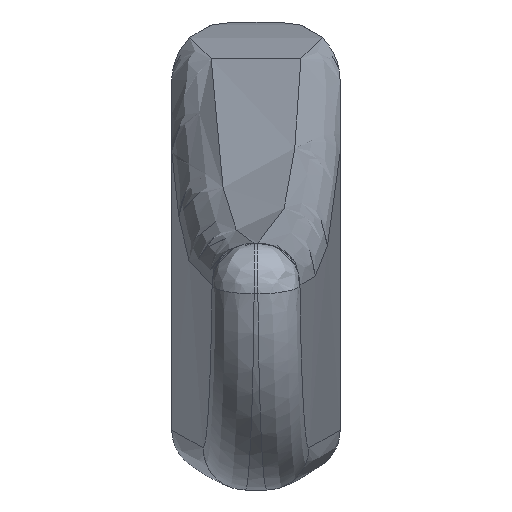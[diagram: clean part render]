
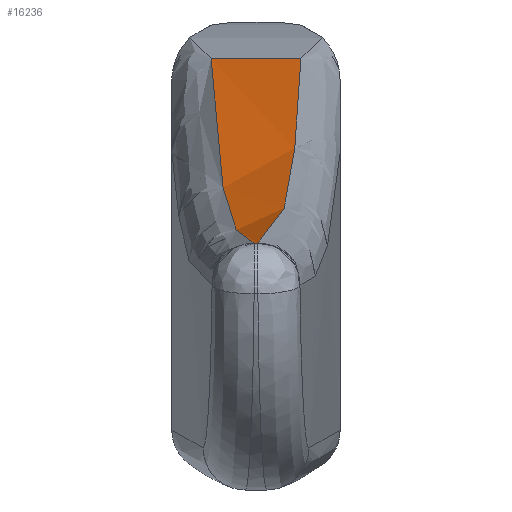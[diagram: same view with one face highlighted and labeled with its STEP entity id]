
A CAD part, left-side view. The second image highlights one B-rep face of the part: STEP entity #16236.
In plain terms, the highlighted free-form (B-spline) face has degree [2, 1] with [3, 2] control points.
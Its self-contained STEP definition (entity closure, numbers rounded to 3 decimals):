
#16236 = ADVANCED_FACE('',(#16237),#16275,.F.);
#16237 = FACE_BOUND('',#16238,.F.);
#16238 = EDGE_LOOP('',(#16239,#16252,#16259,#16270));
#16239 = ORIENTED_EDGE('',*,*,#16240,.F.);
#16240 = EDGE_CURVE('',#16241,#16243,#16245,.T.);
#16241 = VERTEX_POINT('',#16242);
#16242 = CARTESIAN_POINT('',(-64.931,-0.972,
    -0.009));
#16243 = VERTEX_POINT('',#16244);
#16244 = CARTESIAN_POINT('',(-25.214,-2.08,
    4.743));
#16245 = B_SPLINE_CURVE_WITH_KNOTS('',3,(#16246,#16247,#16248,#16249,
    #16250,#16251),.UNSPECIFIED.,.F.,.F.,(4,2,4),(0.,
    0.018,0.037),.UNSPECIFIED.);
#16246 = CARTESIAN_POINT('',(-64.931,-0.972,
    -0.009));
#16247 = CARTESIAN_POINT('',(-58.217,-1.283,
    -0.037));
#16248 = CARTESIAN_POINT('',(-51.551,-1.529,
    0.35));
#16249 = CARTESIAN_POINT('',(-38.312,-1.897,
    1.934));
#16250 = CARTESIAN_POINT('',(-31.739,-2.018,
    3.131));
#16251 = CARTESIAN_POINT('',(-25.214,-2.08,
    4.743));
#16252 = ORIENTED_EDGE('',*,*,#16253,.F.);
#16253 = EDGE_CURVE('',#16254,#16241,#16256,.T.);
#16254 = VERTEX_POINT('',#16255);
#16255 = CARTESIAN_POINT('',(-64.931,-0.873,
    -0.009));
#16256 = B_SPLINE_CURVE_WITH_KNOTS('',1,(#16257,#16258),.UNSPECIFIED.,
  .F.,.F.,(2,2),(7.955,8.045),
  .PIECEWISE_BEZIER_KNOTS.);
#16257 = CARTESIAN_POINT('',(-64.931,-0.873,
    -0.009));
#16258 = CARTESIAN_POINT('',(-64.931,-0.972,
    -0.009));
#16259 = ORIENTED_EDGE('',*,*,#16260,.F.);
#16260 = EDGE_CURVE('',#16261,#16254,#16263,.T.);
#16261 = VERTEX_POINT('',#16262);
#16262 = CARTESIAN_POINT('',(-25.214,0.235,
    4.743));
#16263 = B_SPLINE_CURVE_WITH_KNOTS('',3,(#16264,#16265,#16266,#16267,
    #16268,#16269),.UNSPECIFIED.,.F.,.F.,(4,2,4),(0.,0.018,
    0.037),.UNSPECIFIED.);
#16264 = CARTESIAN_POINT('',(-25.214,0.235,
    4.743));
#16265 = CARTESIAN_POINT('',(-31.739,0.173,
    3.131));
#16266 = CARTESIAN_POINT('',(-38.312,0.052,
    1.934));
#16267 = CARTESIAN_POINT('',(-51.551,-0.316,
    0.35));
#16268 = CARTESIAN_POINT('',(-58.217,-0.562,
    -0.037));
#16269 = CARTESIAN_POINT('',(-64.931,-0.873,
    -0.009));
#16270 = ORIENTED_EDGE('',*,*,#16271,.F.);
#16271 = EDGE_CURVE('',#16243,#16261,#16272,.T.);
#16272 = B_SPLINE_CURVE_WITH_KNOTS('',1,(#16273,#16274),.UNSPECIFIED.,
  .F.,.F.,(2,2),(-9.067,-6.933),
  .PIECEWISE_BEZIER_KNOTS.);
#16273 = CARTESIAN_POINT('',(-25.214,-2.08,
    4.743));
#16274 = CARTESIAN_POINT('',(-25.214,0.235,
    4.743));
#16275 = ( BOUNDED_SURFACE() B_SPLINE_SURFACE(2,1,(
    (#16276,#16277)
    ,(#16278,#16279)
    ,(#16280,#16281
)),.UNSPECIFIED.,.F.,.F.,.F.) B_SPLINE_SURFACE_WITH_KNOTS((3,3),(2,2),(
    1.567,1.813),(6.933,9.067),
.PIECEWISE_BEZIER_KNOTS.) GEOMETRIC_REPRESENTATION_ITEM() 
RATIONAL_B_SPLINE_SURFACE((
    (1.,1.)
    ,(0.992,0.992)
,(1.,1.))) REPRESENTATION_ITEM('') SURFACE() );
#16276 = CARTESIAN_POINT('',(-64.931,0.235,
    -0.009));
#16277 = CARTESIAN_POINT('',(-64.931,-2.08,
    -0.009));
#16278 = CARTESIAN_POINT('',(-44.778,0.235,
    -0.092));
#16279 = CARTESIAN_POINT('',(-44.778,-2.08,
    -0.092));
#16280 = CARTESIAN_POINT('',(-25.214,0.235,
    4.743));
#16281 = CARTESIAN_POINT('',(-25.214,-2.08,
    4.743));
